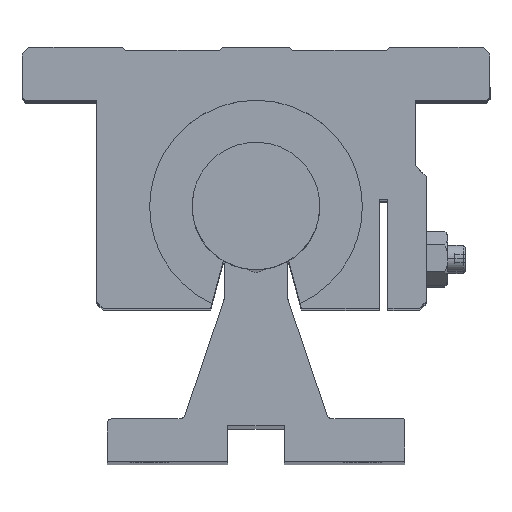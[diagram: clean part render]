
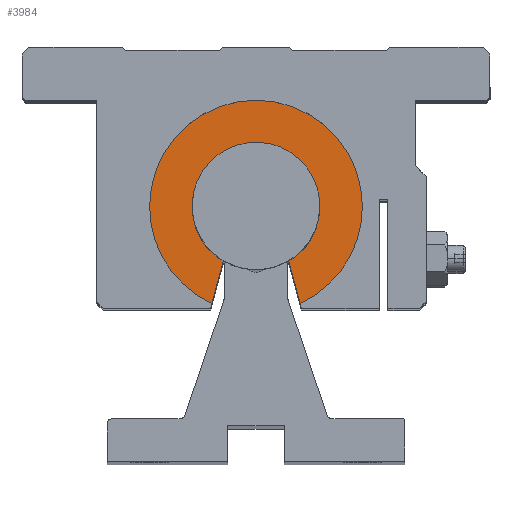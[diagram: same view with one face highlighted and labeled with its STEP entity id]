
A CAD part, top view. The second image highlights one B-rep face of the part: STEP entity #3984.
In plain terms, the highlighted planar face has unit normal (0, 0, 1).
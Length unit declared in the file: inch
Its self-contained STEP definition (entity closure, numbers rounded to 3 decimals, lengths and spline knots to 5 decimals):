
#10 = EDGE_CURVE ( 'NONE', #2201, #37, #1082, .T. ) ;
#37 = VERTEX_POINT ( 'NONE', #1534 ) ;
#62 = CARTESIAN_POINT ( 'NONE',  ( 0.19291, -0.32165, -0.15 ) ) ;
#74 = ORIENTED_EDGE ( 'NONE', *, *, #3700, .F. ) ;
#87 = CARTESIAN_POINT ( 'NONE',  ( -0.19291, -0.32157, -0.15 ) ) ;
#139 = DIRECTION ( 'NONE',  ( 0., -1., 0. ) ) ;
#289 = AXIS2_PLACEMENT_3D ( 'NONE', #1429, #2424, #4189 ) ;
#353 = CARTESIAN_POINT ( 'NONE',  ( 0.19291, -0.32165, -0.15 ) ) ;
#366 = VERTEX_POINT ( 'NONE', #1370 ) ;
#400 = CARTESIAN_POINT ( 'NONE',  ( 0., 0., -0.15 ) ) ;
#427 = FACE_OUTER_BOUND ( 'NONE', #735, .T. ) ;
#713 = CARTESIAN_POINT ( 'NONE',  ( -0.6252, 0., -0.15 ) ) ;
#735 = EDGE_LOOP ( 'NONE', ( #3627, #1959, #2998, #2205, #3192, #74, #3173, #2112, #1573, #3040 ) ) ;
#757 = EDGE_CURVE ( 'NONE', #2367, #966, #1062, .T. ) ;
#859 = CARTESIAN_POINT ( 'NONE',  ( 0., 0., -0.15 ) ) ;
#878 = EDGE_CURVE ( 'NONE', #2909, #2724, #3408, .T. ) ;
#908 = AXIS2_PLACEMENT_3D ( 'NONE', #4419, #3772, #969 ) ;
#966 = VERTEX_POINT ( 'NONE', #4346 ) ;
#968 = AXIS2_PLACEMENT_3D ( 'NONE', #859, #4264, #2601 ) ;
#969 = DIRECTION ( 'NONE',  ( 1., 0., 0. ) ) ;
#1024 = DIRECTION ( 'NONE',  ( 0.259, 0.966, 0. ) ) ;
#1025 = CIRCLE ( 'NONE', #3519, 0.6252 ) ;
#1041 = EDGE_CURVE ( 'NONE', #366, #2201, #3138, .T. ) ;
#1053 = DIRECTION ( 'NONE',  ( 0., 0., -1. ) ) ;
#1062 = LINE ( 'NONE', #3028, #1406 ) ;
#1082 = CIRCLE ( 'NONE', #1659, 0.375 ) ;
#1131 = CARTESIAN_POINT ( 'NONE',  ( 0., 0., -0.15 ) ) ;
#1235 = LINE ( 'NONE', #2578, #2741 ) ;
#1325 = AXIS2_PLACEMENT_3D ( 'NONE', #1131, #4200, #2495 ) ;
#1370 = CARTESIAN_POINT ( 'NONE',  ( -0.375, 0., -0.15 ) ) ;
#1372 = CARTESIAN_POINT ( 'NONE',  ( 0., 0., -0.15 ) ) ;
#1406 = VECTOR ( 'NONE', #1024, 39.37008 ) ;
#1429 = CARTESIAN_POINT ( 'NONE',  ( -0.6327, -0.57607, -0.15 ) ) ;
#1475 = PLANE ( 'NONE',  #289 ) ;
#1513 = CARTESIAN_POINT ( 'NONE',  ( 0., 0., -0.15 ) ) ;
#1534 = CARTESIAN_POINT ( 'NONE',  ( 0.19291, -0.32157, -0.15 ) ) ;
#1573 = ORIENTED_EDGE ( 'NONE', *, *, #3298, .T. ) ;
#1659 = AXIS2_PLACEMENT_3D ( 'NONE', #400, #1053, #4434 ) ;
#1715 = DIRECTION ( 'NONE',  ( 1., 0., 0. ) ) ;
#1763 = CARTESIAN_POINT ( 'NONE',  ( 0.19291, -0.32165, -0.15 ) ) ;
#1788 = EDGE_CURVE ( 'NONE', #2363, #2367, #1025, .T. ) ;
#1832 = VERTEX_POINT ( 'NONE', #3214 ) ;
#1873 = CARTESIAN_POINT ( 'NONE',  ( 0.375, 0., -0.15 ) ) ;
#1907 = EDGE_CURVE ( 'NONE', #2724, #1832, #3041, .T. ) ;
#1930 = VECTOR ( 'NONE', #2165, 39.37008 ) ;
#1959 = ORIENTED_EDGE ( 'NONE', *, *, #3271, .F. ) ;
#2059 = VERTEX_POINT ( 'NONE', #87 ) ;
#2112 = ORIENTED_EDGE ( 'NONE', *, *, #1907, .T. ) ;
#2165 = DIRECTION ( 'NONE',  ( 0., 1., 0. ) ) ;
#2201 = VERTEX_POINT ( 'NONE', #1873 ) ;
#2205 = ORIENTED_EDGE ( 'NONE', *, *, #1041, .T. ) ;
#2363 = VERTEX_POINT ( 'NONE', #713 ) ;
#2367 = VERTEX_POINT ( 'NONE', #3118 ) ;
#2424 = DIRECTION ( 'NONE',  ( 0., 0., 1. ) ) ;
#2495 = DIRECTION ( 'NONE',  ( 1., 0., 0. ) ) ;
#2518 = EDGE_CURVE ( 'NONE', #2059, #366, #4182, .T. ) ;
#2578 = CARTESIAN_POINT ( 'NONE',  ( -0.19291, -0.32165, -0.15 ) ) ;
#2601 = DIRECTION ( 'NONE',  ( 1., 0., 0. ) ) ;
#2724 = VERTEX_POINT ( 'NONE', #3682 ) ;
#2741 = VECTOR ( 'NONE', #139, 39.37008 ) ;
#2883 = CIRCLE ( 'NONE', #968, 0.6252 ) ;
#2909 = VERTEX_POINT ( 'NONE', #1763 ) ;
#2949 = DIRECTION ( 'NONE',  ( 1., 0., 0. ) ) ;
#2998 = ORIENTED_EDGE ( 'NONE', *, *, #2518, .T. ) ;
#3028 = CARTESIAN_POINT ( 'NONE',  ( -0.2593, -0.56889, -0.15 ) ) ;
#3040 = ORIENTED_EDGE ( 'NONE', *, *, #1788, .T. ) ;
#3041 = CIRCLE ( 'NONE', #908, 0.6252 ) ;
#3071 = DIRECTION ( 'NONE',  ( 0.259, -0.966, 0. ) ) ;
#3077 = DIRECTION ( 'NONE',  ( 0., 0., -1. ) ) ;
#3118 = CARTESIAN_POINT ( 'NONE',  ( -0.2593, -0.56889, -0.15 ) ) ;
#3124 = LINE ( 'NONE', #62, #1930 ) ;
#3138 = CIRCLE ( 'NONE', #3500, 0.375 ) ;
#3173 = ORIENTED_EDGE ( 'NONE', *, *, #878, .T. ) ;
#3192 = ORIENTED_EDGE ( 'NONE', *, *, #10, .T. ) ;
#3214 = CARTESIAN_POINT ( 'NONE',  ( 0.6252, 0., -0.15 ) ) ;
#3271 = EDGE_CURVE ( 'NONE', #2059, #966, #1235, .T. ) ;
#3298 = EDGE_CURVE ( 'NONE', #1832, #2363, #2883, .T. ) ;
#3408 = LINE ( 'NONE', #353, #3801 ) ;
#3500 = AXIS2_PLACEMENT_3D ( 'NONE', #1372, #3077, #1715 ) ;
#3519 = AXIS2_PLACEMENT_3D ( 'NONE', #1513, #3626, #2949 ) ;
#3626 = DIRECTION ( 'NONE',  ( 0., 0., 1. ) ) ;
#3627 = ORIENTED_EDGE ( 'NONE', *, *, #757, .T. ) ;
#3682 = CARTESIAN_POINT ( 'NONE',  ( 0.2593, -0.56889, -0.15 ) ) ;
#3700 = EDGE_CURVE ( 'NONE', #2909, #37, #3124, .T. ) ;
#3772 = DIRECTION ( 'NONE',  ( 0., 0., 1. ) ) ;
#3801 = VECTOR ( 'NONE', #3071, 39.37008 ) ;
#3984 = ADVANCED_FACE ( 'NONE', ( #427 ), #1475, .T. ) ;
#4182 = CIRCLE ( 'NONE', #1325, 0.375 ) ;
#4189 = DIRECTION ( 'NONE',  ( 1., 0., 0. ) ) ;
#4200 = DIRECTION ( 'NONE',  ( 0., 0., -1. ) ) ;
#4264 = DIRECTION ( 'NONE',  ( 0., 0., 1. ) ) ;
#4346 = CARTESIAN_POINT ( 'NONE',  ( -0.19291, -0.32165, -0.15 ) ) ;
#4419 = CARTESIAN_POINT ( 'NONE',  ( 0., 0., -0.15 ) ) ;
#4434 = DIRECTION ( 'NONE',  ( 1., 0., 0. ) ) ;
